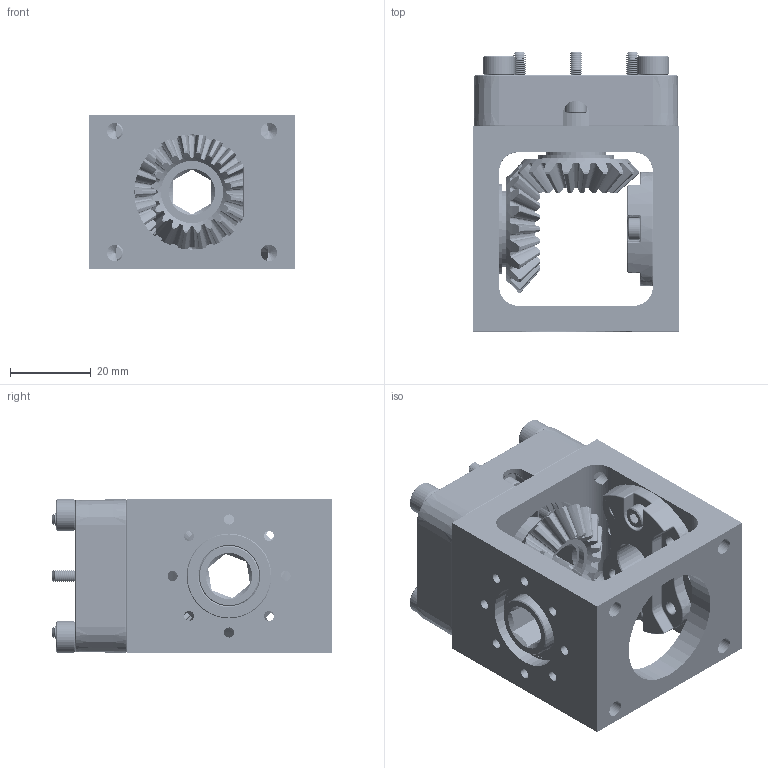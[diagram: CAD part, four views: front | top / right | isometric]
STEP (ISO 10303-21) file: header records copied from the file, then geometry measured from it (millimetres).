
FILE_DESCRIPTION (( 'STEP AP214' ), '1' );
FILE_NAME ('am-5475 375H Pass Through Bevel Assembly (NeveRest Hex).STEP', '2025-05-19T20:18:52', ( '' ), ( '' ), 'SwSTEP 2.0', 'SolidWorks 2024', '' );
FILE_SCHEMA (( 'AUTOMOTIVE_DESIGN' ));
Length unit declared in the file: inch
Products named in the file (11): Mating am-4869 Bevel Gear MOD1.5, 20T, 375H; am-5537 NeveRest Spacer Mount; am-5475 375H Pass Through Bevel Assembly (NeveRest Hex); am-5536 15 mm ID x 21mm OD x 4mm Thick Flanged Bearing (F6702ZZ)_4390N165; am-1706 M3 x 12mm SHCS  with patch_am-1706 M3 x 12mm SHCS (Patched); am-4869 Bevel Gear MOD1.5, 20T, 375H_am-4869 Bevel Gear MOD1.5, 20T, 375H; am-5534 0.430x21mm OD NeveRest Pattern Flanged Bushing for 0.375IN Hex_Counterbore; am-1698 0.430 ID 0.500 OD 0.250 Long Aluminum Spacer; am-1047 10-32 x 0750 SHCS_am-1047 10-32 x 0750 SHCS; am-5535 375H Pass Through Bevel Housing; SHCS M3 x 8mm with patch am-1500_am-1500 M3x8mm SHCS (Patched)
Assembly tree (18 placements, depth 3):
  am-5475 375H Pass Through Bevel Assembly (NeveRest Hex)
    am-5535 375H Pass Through Bevel Housing
    am-5537 NeveRest Spacer Mount
    am-5536 15 mm ID x 21mm OD x 4mm Thick Flanged Bearing (F6702ZZ)_4390N165
    am-5534 0.430x21mm OD NeveRest Pattern Flanged Bushing for 0.375IN Hex_Counterbore
    Mating am-4869 Bevel Gear MOD1.5, 20T, 375H
      am-4869 Bevel Gear MOD1.5, 20T, 375H_am-4869 Bevel Gear MOD1.5, 20T, 375H  x2
    SHCS M3 x 8mm with patch am-1500_am-1500 M3x8mm SHCS (Patched)  x2
    am-1706 M3 x 12mm SHCS  with patch_am-1706 M3 x 12mm SHCS (Patched)  x4
    am-1047 10-32 x 0750 SHCS_am-1047 10-32 x 0750 SHCS  x4
    am-1698 0.430 ID 0.500 OD 0.250 Long Aluminum Spacer
Bounding box: 50.8 x 69.15 x 38.1 mm (x, y, z)
Volume: 54730.8 mm3; surface area: 41438 mm2
Topology: 34 solids, 34 shells, 3311 faces, 8570 edges, 5277 vertices
Faces by surface type: cylinder 1115, cone 752, bspline 554, torus 499, plane 334, sphere 57
Entity records: 81433 total; most frequent: CARTESIAN_POINT 33945, ORIENTED_EDGE 10280, DIRECTION 9674, EDGE_CURVE 5140, AXIS2_PLACEMENT_3D 4181, VERTEX_POINT 3119, CIRCLE 2453, EDGE_LOOP 2227
